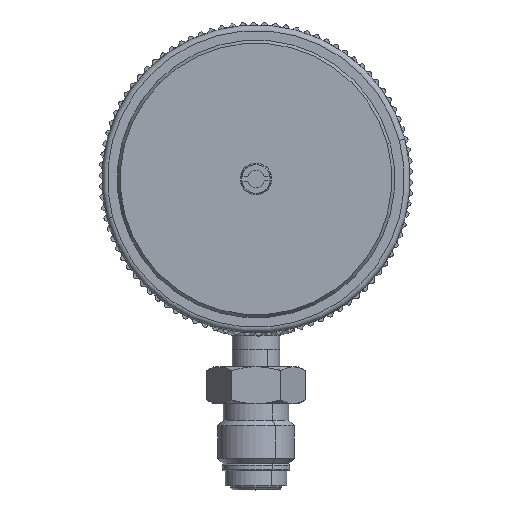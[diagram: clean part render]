
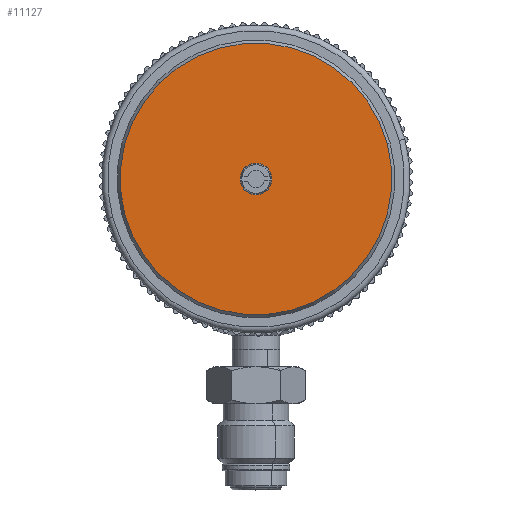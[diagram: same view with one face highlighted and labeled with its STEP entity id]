
A CAD part, top view. The second image highlights one B-rep face of the part: STEP entity #11127.
In plain terms, the highlighted planar face has unit normal (0, 0, 1).
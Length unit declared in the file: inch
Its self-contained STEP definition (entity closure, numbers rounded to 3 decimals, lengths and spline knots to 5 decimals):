
#36 = CARTESIAN_POINT ( 'NONE',  ( 0.20706, 0.02213, 1.82118 ) ) ;
#124 = EDGE_CURVE ( 'NONE', #20674, #23519, #24152, .T. ) ;
#286 = CIRCLE ( 'NONE', #24860, 0.99306 ) ;
#839 = EDGE_CURVE ( 'NONE', #23926, #17657, #9723, .T. ) ;
#2184 = DIRECTION ( 'NONE',  ( 0., 0., 1. ) ) ;
#2619 = ORIENTED_EDGE ( 'NONE', *, *, #124, .F. ) ;
#3011 = CARTESIAN_POINT ( 'NONE',  ( -0.75203, -0.23541, 1.82118 ) ) ;
#3551 = CARTESIAN_POINT ( 'NONE',  ( 0.20706, 0.02213, 1.82118 ) ) ;
#3609 = EDGE_LOOP ( 'NONE', ( #12296, #18386 ) ) ;
#4079 = DIRECTION ( 'NONE',  ( 0., 0., 1. ) ) ;
#5761 = DIRECTION ( 'NONE',  ( 0., 0., 1. ) ) ;
#5871 = DIRECTION ( 'NONE',  ( 0.966, 0.259, 0. ) ) ;
#7413 = CARTESIAN_POINT ( 'NONE',  ( 0.20706, 0.02213, 1.82118 ) ) ;
#7473 = EDGE_CURVE ( 'NONE', #17657, #23926, #286, .T. ) ;
#8625 = FACE_BOUND ( 'NONE', #8647, .T. ) ;
#8647 = EDGE_LOOP ( 'NONE', ( #2619, #18674 ) ) ;
#8821 = AXIS2_PLACEMENT_3D ( 'NONE', #15832, #4079, #17810 ) ;
#9246 = CARTESIAN_POINT ( 'NONE',  ( 1.16614, 0.27967, 1.82118 ) ) ;
#9723 = CIRCLE ( 'NONE', #10583, 0.99306 ) ;
#10173 = CARTESIAN_POINT ( 'NONE',  ( 0.31812, 0.05195, 1.82118 ) ) ;
#10583 = AXIS2_PLACEMENT_3D ( 'NONE', #3551, #2184, #18525 ) ;
#11127 = ADVANCED_FACE ( 'NONE', ( #8625, #23033 ), #23541, .F. ) ;
#11582 = DIRECTION ( 'NONE',  ( 0., 0., 1. ) ) ;
#11872 = DIRECTION ( 'NONE',  ( -0.966, -0.259, 0. ) ) ;
#12296 = ORIENTED_EDGE ( 'NONE', *, *, #839, .T. ) ;
#15832 = CARTESIAN_POINT ( 'NONE',  ( 0.20706, 0.02213, 1.82118 ) ) ;
#17657 = VERTEX_POINT ( 'NONE', #9246 ) ;
#17662 = CIRCLE ( 'NONE', #8821, 0.115 ) ;
#17810 = DIRECTION ( 'NONE',  ( 0.966, 0.259, 0. ) ) ;
#18386 = ORIENTED_EDGE ( 'NONE', *, *, #7473, .T. ) ;
#18525 = DIRECTION ( 'NONE',  ( -0.966, -0.259, 0. ) ) ;
#18674 = ORIENTED_EDGE ( 'NONE', *, *, #25310, .F. ) ;
#19024 = CARTESIAN_POINT ( 'NONE',  ( 0.09599, -0.00769, 1.82118 ) ) ;
#20674 = VERTEX_POINT ( 'NONE', #10173 ) ;
#22307 = AXIS2_PLACEMENT_3D ( 'NONE', #36, #23633, #11872 ) ;
#22570 = AXIS2_PLACEMENT_3D ( 'NONE', #7413, #5761, #5871 ) ;
#23033 = FACE_OUTER_BOUND ( 'NONE', #3609, .T. ) ;
#23338 = CARTESIAN_POINT ( 'NONE',  ( 0.20706, 0.02213, 1.82118 ) ) ;
#23519 = VERTEX_POINT ( 'NONE', #19024 ) ;
#23541 = PLANE ( 'NONE',  #22307 ) ;
#23633 = DIRECTION ( 'NONE',  ( 0., 0., -1. ) ) ;
#23926 = VERTEX_POINT ( 'NONE', #3011 ) ;
#24152 = CIRCLE ( 'NONE', #22570, 0.115 ) ;
#24860 = AXIS2_PLACEMENT_3D ( 'NONE', #23338, #11582, #25315 ) ;
#25310 = EDGE_CURVE ( 'NONE', #23519, #20674, #17662, .T. ) ;
#25315 = DIRECTION ( 'NONE',  ( -0.966, -0.259, 0. ) ) ;
